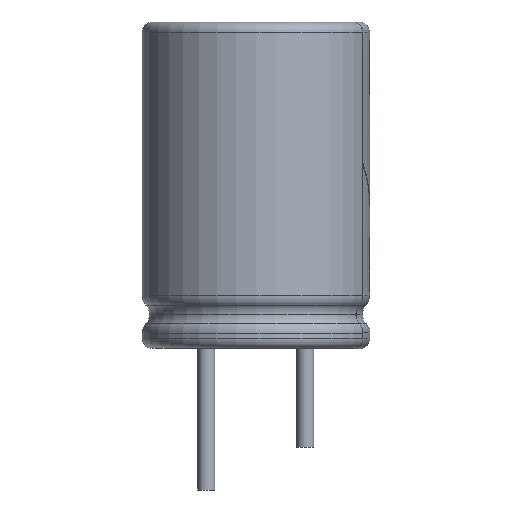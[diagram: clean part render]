
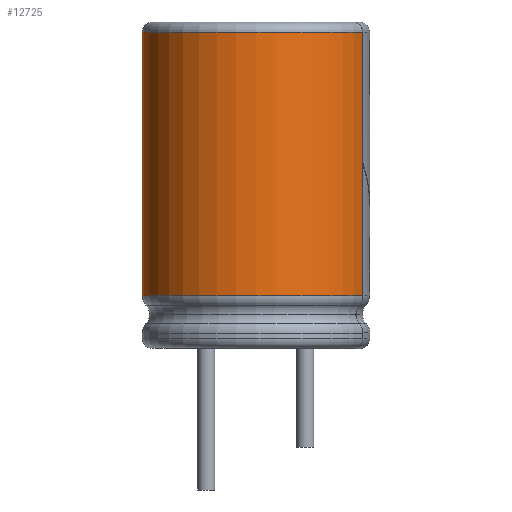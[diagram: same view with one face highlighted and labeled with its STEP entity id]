
A CAD part, front view. The second image highlights one B-rep face of the part: STEP entity #12725.
In plain terms, the highlighted cylindrical face has radius 4 mm (diameter 8 mm), a partial arc.
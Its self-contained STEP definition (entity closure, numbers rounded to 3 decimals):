
#741 = AXIS2_PLACEMENT_3D ( 'NONE', #2151, #6823, #8347 ) ;
#890 = DIRECTION ( 'NONE',  ( 0., 0., -1. ) ) ;
#1051 = DIRECTION ( 'NONE',  ( -1., 0., 0. ) ) ;
#1338 = CARTESIAN_POINT ( 'NONE',  ( -4., 0., 0. ) ) ;
#1537 = ORIENTED_EDGE ( 'NONE', *, *, #10481, .F. ) ;
#1562 = CARTESIAN_POINT ( 'NONE',  ( 0., 0., 1.861 ) ) ;
#1634 = VERTEX_POINT ( 'NONE', #11437 ) ;
#1648 = DIRECTION ( 'NONE',  ( 0., 0., -1. ) ) ;
#2151 = CARTESIAN_POINT ( 'NONE',  ( 0., 0., 11.15 ) ) ;
#2486 = ORIENTED_EDGE ( 'NONE', *, *, #15562, .T. ) ;
#4305 = EDGE_LOOP ( 'NONE', ( #2486, #13588, #15088, #1537 ) ) ;
#4403 = VERTEX_POINT ( 'NONE', #4786 ) ;
#4786 = CARTESIAN_POINT ( 'NONE',  ( -4., 0., 1.861 ) ) ;
#5126 = CARTESIAN_POINT ( 'NONE',  ( 3.759, -1.368, 0. ) ) ;
#6003 = DIRECTION ( 'NONE',  ( 0., 0., -1. ) ) ;
#6216 = VECTOR ( 'NONE', #11239, 1000. ) ;
#6823 = DIRECTION ( 'NONE',  ( 0., 0., -1. ) ) ;
#7016 = CYLINDRICAL_SURFACE ( 'NONE', #10602, 4. ) ;
#8203 = EDGE_CURVE ( 'NONE', #1634, #4403, #10824, .T. ) ;
#8347 = DIRECTION ( 'NONE',  ( -1., 0., 0. ) ) ;
#9519 = CARTESIAN_POINT ( 'NONE',  ( 0., 0., 0. ) ) ;
#9554 = VERTEX_POINT ( 'NONE', #13181 ) ;
#10319 = VECTOR ( 'NONE', #6003, 1000. ) ;
#10481 = EDGE_CURVE ( 'NONE', #10586, #9554, #12256, .T. ) ;
#10586 = VERTEX_POINT ( 'NONE', #13791 ) ;
#10602 = AXIS2_PLACEMENT_3D ( 'NONE', #9519, #890, #1051 ) ;
#10824 = LINE ( 'NONE', #1338, #10319 ) ;
#11127 = AXIS2_PLACEMENT_3D ( 'NONE', #1562, #1648, #14913 ) ;
#11239 = DIRECTION ( 'NONE',  ( 0., 0., -1. ) ) ;
#11437 = CARTESIAN_POINT ( 'NONE',  ( -4., 0., 11.15 ) ) ;
#12256 = LINE ( 'NONE', #5126, #6216 ) ;
#12611 = EDGE_CURVE ( 'NONE', #9554, #4403, #14991, .T. ) ;
#12725 = ADVANCED_FACE ( 'NONE', ( #14256 ), #7016, .T. ) ;
#13181 = CARTESIAN_POINT ( 'NONE',  ( 3.759, -1.368, 1.861 ) ) ;
#13588 = ORIENTED_EDGE ( 'NONE', *, *, #8203, .T. ) ;
#13791 = CARTESIAN_POINT ( 'NONE',  ( 3.759, -1.368, 11.15 ) ) ;
#14256 = FACE_OUTER_BOUND ( 'NONE', #4305, .T. ) ;
#14913 = DIRECTION ( 'NONE',  ( -1., 0., 0. ) ) ;
#14991 = CIRCLE ( 'NONE', #11127, 4. ) ;
#15088 = ORIENTED_EDGE ( 'NONE', *, *, #12611, .F. ) ;
#15562 = EDGE_CURVE ( 'NONE', #10586, #1634, #15890, .T. ) ;
#15890 = CIRCLE ( 'NONE', #741, 4. ) ;
